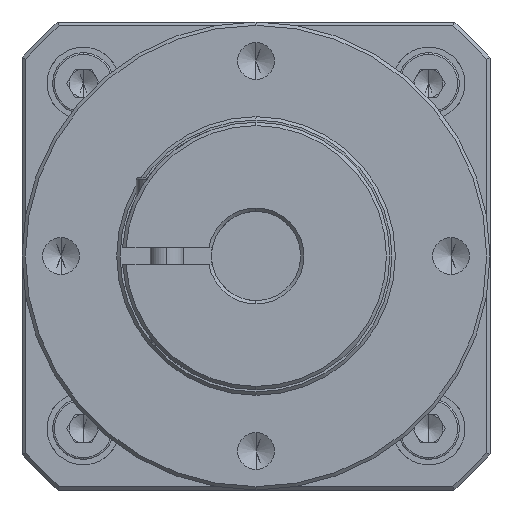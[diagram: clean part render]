
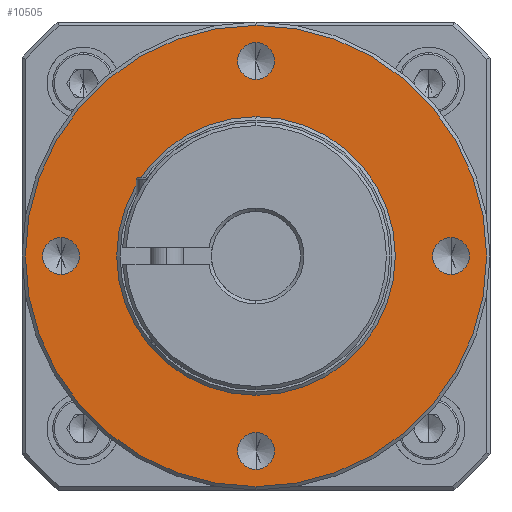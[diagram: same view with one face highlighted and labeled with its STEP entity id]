
A CAD part, left-side view. The second image highlights one B-rep face of the part: STEP entity #10505.
In plain terms, the highlighted planar face has unit normal (-1, 0, 0).
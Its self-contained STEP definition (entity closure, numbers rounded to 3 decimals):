
#116 = EDGE_LOOP ( 'NONE', ( #2155, #4373 ) ) ;
#164 = ORIENTED_EDGE ( 'NONE', *, *, #7353, .F. ) ;
#341 = DIRECTION ( 'NONE',  ( -1., 0., 0. ) ) ;
#388 = DIRECTION ( 'NONE',  ( 0., 0., 1. ) ) ;
#637 = AXIS2_PLACEMENT_3D ( 'NONE', #6427, #8660, #12686 ) ;
#701 = CARTESIAN_POINT ( 'NONE',  ( -40., 0., -12.5 ) ) ;
#724 = CIRCLE ( 'NONE', #5929, 1.65 ) ;
#775 = FACE_BOUND ( 'NONE', #116, .T. ) ;
#809 = EDGE_LOOP ( 'NONE', ( #8089, #12936 ) ) ;
#827 = EDGE_CURVE ( 'NONE', #4637, #7434, #4124, .T. ) ;
#867 = DIRECTION ( 'NONE',  ( -1., 0., 0. ) ) ;
#914 = DIRECTION ( 'NONE',  ( -1., 0., 0. ) ) ;
#1097 = CARTESIAN_POINT ( 'NONE',  ( -40., 0., -17.5 ) ) ;
#1102 = EDGE_CURVE ( 'NONE', #9369, #11801, #11066, .T. ) ;
#1293 = DIRECTION ( 'NONE',  ( -1., 0., 0. ) ) ;
#1484 = DIRECTION ( 'NONE',  ( -1., 0., 0. ) ) ;
#1598 = DIRECTION ( 'NONE',  ( 0., 0., 1. ) ) ;
#1707 = DIRECTION ( 'NONE',  ( 0., 0., 1. ) ) ;
#1709 = CARTESIAN_POINT ( 'NONE',  ( -40., 17.5, 0. ) ) ;
#1739 = FACE_BOUND ( 'NONE', #6894, .T. ) ;
#1774 = DIRECTION ( 'NONE',  ( 0., 0., -1. ) ) ;
#1976 = CARTESIAN_POINT ( 'NONE',  ( -40., 0., 19.15 ) ) ;
#2133 = DIRECTION ( 'NONE',  ( -1., 0., 0. ) ) ;
#2155 = ORIENTED_EDGE ( 'NONE', *, *, #8308, .F. ) ;
#2672 = EDGE_CURVE ( 'NONE', #7434, #4637, #10484, .T. ) ;
#2869 = FACE_BOUND ( 'NONE', #809, .T. ) ;
#3117 = CIRCLE ( 'NONE', #3138, 1.65 ) ;
#3138 = AXIS2_PLACEMENT_3D ( 'NONE', #12096, #867, #7092 ) ;
#3225 = DIRECTION ( 'NONE',  ( 0., 0., -1. ) ) ;
#3361 = EDGE_CURVE ( 'NONE', #9417, #4412, #6190, .T. ) ;
#3369 = FACE_OUTER_BOUND ( 'NONE', #10918, .T. ) ;
#3965 = AXIS2_PLACEMENT_3D ( 'NONE', #8761, #10959, #7791 ) ;
#4000 = ORIENTED_EDGE ( 'NONE', *, *, #8487, .T. ) ;
#4068 = ORIENTED_EDGE ( 'NONE', *, *, #1102, .F. ) ;
#4124 = CIRCLE ( 'NONE', #6728, 12.5 ) ;
#4198 = EDGE_CURVE ( 'NONE', #9645, #6177, #724, .T. ) ;
#4373 = ORIENTED_EDGE ( 'NONE', *, *, #7528, .F. ) ;
#4412 = VERTEX_POINT ( 'NONE', #7660 ) ;
#4496 = EDGE_CURVE ( 'NONE', #5492, #11932, #6179, .T. ) ;
#4505 = FACE_BOUND ( 'NONE', #10810, .T. ) ;
#4637 = VERTEX_POINT ( 'NONE', #7913 ) ;
#4850 = EDGE_CURVE ( 'NONE', #4412, #9417, #5708, .T. ) ;
#4869 = CARTESIAN_POINT ( 'NONE',  ( -40., 12.5, 0. ) ) ;
#5245 = AXIS2_PLACEMENT_3D ( 'NONE', #4869, #6869, #1774 ) ;
#5382 = CIRCLE ( 'NONE', #10494, 1.65 ) ;
#5394 = ORIENTED_EDGE ( 'NONE', *, *, #9733, .F. ) ;
#5492 = VERTEX_POINT ( 'NONE', #12639 ) ;
#5502 = AXIS2_PLACEMENT_3D ( 'NONE', #12561, #1293, #3225 ) ;
#5708 = CIRCLE ( 'NONE', #10620, 1.65 ) ;
#5726 = CARTESIAN_POINT ( 'NONE',  ( -40., -17.5, 0. ) ) ;
#5929 = AXIS2_PLACEMENT_3D ( 'NONE', #8287, #10294, #12437 ) ;
#6177 = VERTEX_POINT ( 'NONE', #8844 ) ;
#6179 = CIRCLE ( 'NONE', #3965, 20.7 ) ;
#6190 = CIRCLE ( 'NONE', #6989, 1.65 ) ;
#6427 = CARTESIAN_POINT ( 'NONE',  ( -40., 0., 0. ) ) ;
#6624 = EDGE_LOOP ( 'NONE', ( #5394, #9744 ) ) ;
#6728 = AXIS2_PLACEMENT_3D ( 'NONE', #13232, #9978, #12044 ) ;
#6869 = DIRECTION ( 'NONE',  ( 1., 0., 0. ) ) ;
#6894 = EDGE_LOOP ( 'NONE', ( #9592, #7191 ) ) ;
#6970 = ORIENTED_EDGE ( 'NONE', *, *, #4496, .T. ) ;
#6989 = AXIS2_PLACEMENT_3D ( 'NONE', #7967, #12165, #1707 ) ;
#7092 = DIRECTION ( 'NONE',  ( 0., 0., 1. ) ) ;
#7191 = ORIENTED_EDGE ( 'NONE', *, *, #4850, .F. ) ;
#7281 = VERTEX_POINT ( 'NONE', #7777 ) ;
#7353 = EDGE_CURVE ( 'NONE', #11801, #9369, #3117, .T. ) ;
#7384 = CARTESIAN_POINT ( 'NONE',  ( -40., 0., 20.7 ) ) ;
#7434 = VERTEX_POINT ( 'NONE', #701 ) ;
#7528 = EDGE_CURVE ( 'NONE', #12133, #7281, #5382, .T. ) ;
#7660 = CARTESIAN_POINT ( 'NONE',  ( -40., 0., 15.85 ) ) ;
#7777 = CARTESIAN_POINT ( 'NONE',  ( -40., 0., -15.85 ) ) ;
#7791 = DIRECTION ( 'NONE',  ( 0., 0., -1. ) ) ;
#7913 = CARTESIAN_POINT ( 'NONE',  ( -40., 0., 12.5 ) ) ;
#7967 = CARTESIAN_POINT ( 'NONE',  ( -40., 0., 17.5 ) ) ;
#8089 = ORIENTED_EDGE ( 'NONE', *, *, #827, .F. ) ;
#8123 = DIRECTION ( 'NONE',  ( 0., 0., 1. ) ) ;
#8136 = CARTESIAN_POINT ( 'NONE',  ( -40., 17.5, -1.65 ) ) ;
#8287 = CARTESIAN_POINT ( 'NONE',  ( -40., -17.5, 0. ) ) ;
#8308 = EDGE_CURVE ( 'NONE', #7281, #12133, #12138, .T. ) ;
#8487 = EDGE_CURVE ( 'NONE', #11932, #5492, #10323, .T. ) ;
#8660 = DIRECTION ( 'NONE',  ( -1., 0., 0. ) ) ;
#8761 = CARTESIAN_POINT ( 'NONE',  ( -40., 0., 0. ) ) ;
#8844 = CARTESIAN_POINT ( 'NONE',  ( -40., -17.5, 1.65 ) ) ;
#8939 = DIRECTION ( 'NONE',  ( -1., 0., 0. ) ) ;
#9022 = FACE_BOUND ( 'NONE', #6624, .T. ) ;
#9369 = VERTEX_POINT ( 'NONE', #8136 ) ;
#9402 = CIRCLE ( 'NONE', #9527, 1.65 ) ;
#9417 = VERTEX_POINT ( 'NONE', #1976 ) ;
#9527 = AXIS2_PLACEMENT_3D ( 'NONE', #5726, #1484, #1598 ) ;
#9592 = ORIENTED_EDGE ( 'NONE', *, *, #3361, .F. ) ;
#9645 = VERTEX_POINT ( 'NONE', #11654 ) ;
#9733 = EDGE_CURVE ( 'NONE', #6177, #9645, #9402, .T. ) ;
#9744 = ORIENTED_EDGE ( 'NONE', *, *, #4198, .F. ) ;
#9969 = DIRECTION ( 'NONE',  ( 0., 0., 1. ) ) ;
#9978 = DIRECTION ( 'NONE',  ( -1., 0., 0. ) ) ;
#10002 = PLANE ( 'NONE',  #5245 ) ;
#10146 = AXIS2_PLACEMENT_3D ( 'NONE', #10173, #914, #8123 ) ;
#10173 = CARTESIAN_POINT ( 'NONE',  ( -40., 0., -17.5 ) ) ;
#10179 = AXIS2_PLACEMENT_3D ( 'NONE', #1709, #8939, #9969 ) ;
#10294 = DIRECTION ( 'NONE',  ( -1., 0., 0. ) ) ;
#10323 = CIRCLE ( 'NONE', #5502, 20.7 ) ;
#10484 = CIRCLE ( 'NONE', #637, 12.5 ) ;
#10494 = AXIS2_PLACEMENT_3D ( 'NONE', #1097, #2133, #12322 ) ;
#10505 = ADVANCED_FACE ( 'NONE', ( #3369, #4505, #1739, #9022, #775, #2869 ), #10002, .F. ) ;
#10620 = AXIS2_PLACEMENT_3D ( 'NONE', #12785, #341, #388 ) ;
#10690 = CARTESIAN_POINT ( 'NONE',  ( -40., 0., -19.15 ) ) ;
#10810 = EDGE_LOOP ( 'NONE', ( #164, #4068 ) ) ;
#10918 = EDGE_LOOP ( 'NONE', ( #6970, #4000 ) ) ;
#10959 = DIRECTION ( 'NONE',  ( -1., 0., 0. ) ) ;
#11066 = CIRCLE ( 'NONE', #10179, 1.65 ) ;
#11654 = CARTESIAN_POINT ( 'NONE',  ( -40., -17.5, -1.65 ) ) ;
#11801 = VERTEX_POINT ( 'NONE', #12534 ) ;
#11932 = VERTEX_POINT ( 'NONE', #7384 ) ;
#12044 = DIRECTION ( 'NONE',  ( 0., 0., 1. ) ) ;
#12096 = CARTESIAN_POINT ( 'NONE',  ( -40., 17.5, 0. ) ) ;
#12133 = VERTEX_POINT ( 'NONE', #10690 ) ;
#12138 = CIRCLE ( 'NONE', #10146, 1.65 ) ;
#12165 = DIRECTION ( 'NONE',  ( -1., 0., 0. ) ) ;
#12322 = DIRECTION ( 'NONE',  ( 0., 0., 1. ) ) ;
#12437 = DIRECTION ( 'NONE',  ( 0., 0., 1. ) ) ;
#12534 = CARTESIAN_POINT ( 'NONE',  ( -40., 17.5, 1.65 ) ) ;
#12561 = CARTESIAN_POINT ( 'NONE',  ( -40., 0., 0. ) ) ;
#12639 = CARTESIAN_POINT ( 'NONE',  ( -40., 0., -20.7 ) ) ;
#12686 = DIRECTION ( 'NONE',  ( 0., 0., 1. ) ) ;
#12785 = CARTESIAN_POINT ( 'NONE',  ( -40., 0., 17.5 ) ) ;
#12936 = ORIENTED_EDGE ( 'NONE', *, *, #2672, .F. ) ;
#13232 = CARTESIAN_POINT ( 'NONE',  ( -40., 0., 0. ) ) ;
